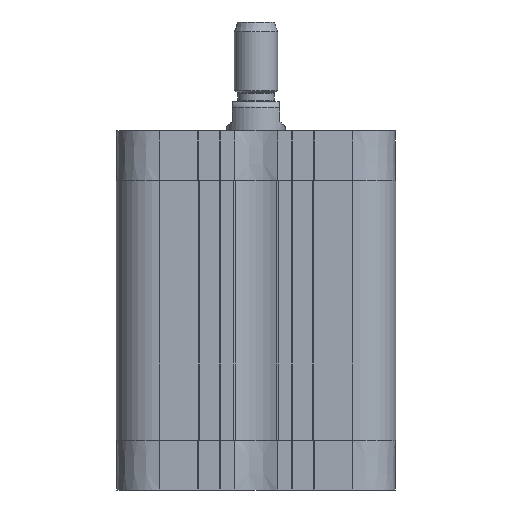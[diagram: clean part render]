
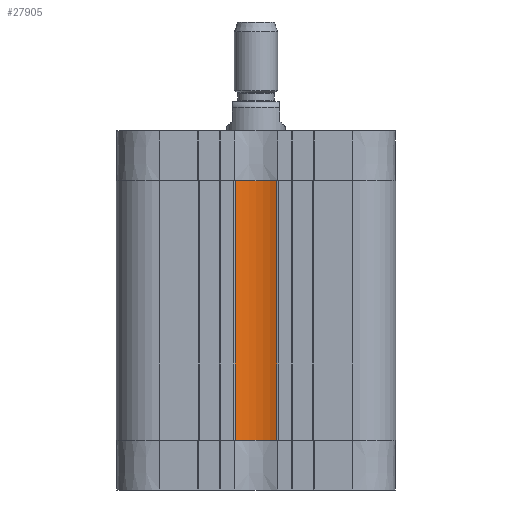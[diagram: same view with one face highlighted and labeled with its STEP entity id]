
A CAD part, front view. The second image highlights one B-rep face of the part: STEP entity #27905.
In plain terms, the highlighted cylindrical face has radius 13.5 mm (diameter 27 mm), a partial arc.
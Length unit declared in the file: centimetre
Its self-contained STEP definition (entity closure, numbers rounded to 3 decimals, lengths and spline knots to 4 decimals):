
#2672=CYLINDRICAL_SURFACE($,#29129,1.35);
#4907=LINE($,#54972,#6976);
#4908=LINE($,#54978,#6977);
#6976=VECTOR($,#33589,7.15);
#6977=VECTOR($,#33596,7.15);
#8541=FACE_OUTER_BOUND($,#10282,.T.);
#10282=EDGE_LOOP($,(#25538,#25539,#25540,#25541));
#10698=CIRCLE($,#29130,1.35);
#10699=CIRCLE($,#29131,1.35);
#13439=VERTEX_POINT($,#54969);
#13440=VERTEX_POINT($,#54971);
#13441=VERTEX_POINT($,#54975);
#13442=VERTEX_POINT($,#54977);
#17532=EDGE_CURVE($,#13440,#13439,#4907,.T.);
#17534=EDGE_CURVE($,#13439,#13441,#10698,.T.);
#17535=EDGE_CURVE($,#13442,#13441,#4908,.T.);
#17536=EDGE_CURVE($,#13442,#13440,#10699,.T.);
#25538=ORIENTED_EDGE($,*,*,#17534,.T.);
#25539=ORIENTED_EDGE($,*,*,#17535,.F.);
#25540=ORIENTED_EDGE($,*,*,#17536,.T.);
#25541=ORIENTED_EDGE($,*,*,#17532,.T.);
#27905=ADVANCED_FACE($,(#8541),#2672,.F.);
#29129=AXIS2_PLACEMENT_3D($,#54974,#33592,#33593);
#29130=AXIS2_PLACEMENT_3D($,#54976,#33594,#33595);
#29131=AXIS2_PLACEMENT_3D($,#54979,#33597,#33598);
#33589=DIRECTION($,(0.,0.,1.));
#33592=DIRECTION('center_axis',(0.,0.,1.));
#33593=DIRECTION('ref_axis',(-0.428,-0.904,0.));
#33594=DIRECTION('center_axis',(0.,0.,1.));
#33595=DIRECTION('ref_axis',(-0.428,-0.904,0.));
#33596=DIRECTION($,(0.,0.,1.));
#33597=DIRECTION('center_axis',(0.,0.,-1.));
#33598=DIRECTION('ref_axis',(-0.428,-0.904,0.));
#54969=CARTESIAN_POINT('',(0.5782,-3.8404,8.525));
#54971=CARTESIAN_POINT('',(0.5782,-3.8404,1.375));
#54972=CARTESIAN_POINT($,(0.5782,-3.8404,1.375));
#54974=CARTESIAN_POINT('Origin',(0.,-5.0603,1.375));
#54975=CARTESIAN_POINT('',(-0.5782,-3.8404,8.525));
#54976=CARTESIAN_POINT('Origin',(0.,-5.0603,8.525));
#54977=CARTESIAN_POINT('',(-0.5782,-3.8404,1.375));
#54978=CARTESIAN_POINT($,(-0.5782,-3.8404,1.375));
#54979=CARTESIAN_POINT('Origin',(0.,-5.0603,1.375));
